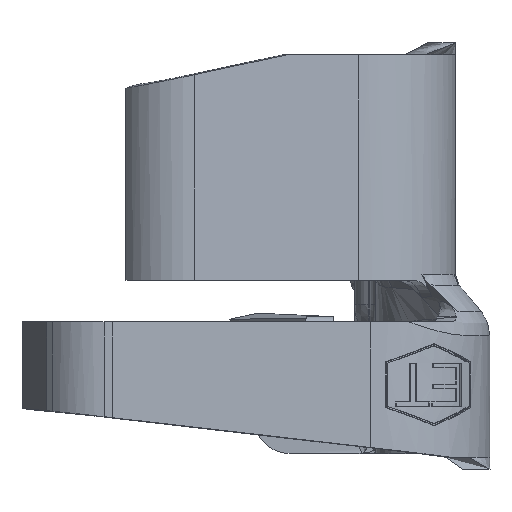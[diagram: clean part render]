
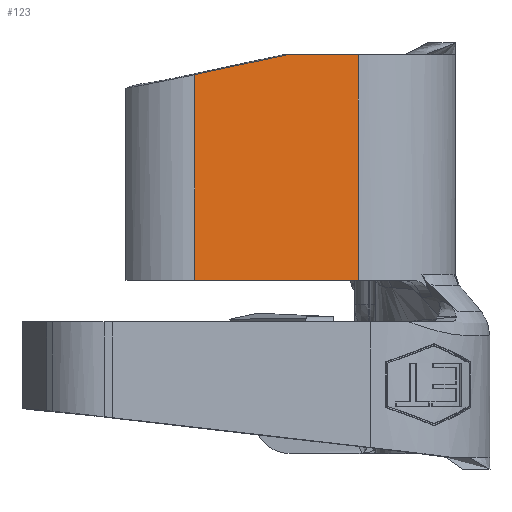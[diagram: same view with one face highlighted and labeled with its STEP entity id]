
A CAD part, left-side view. The second image highlights one B-rep face of the part: STEP entity #123.
In plain terms, the highlighted planar face has unit normal (-0.989, -0.15, 0).
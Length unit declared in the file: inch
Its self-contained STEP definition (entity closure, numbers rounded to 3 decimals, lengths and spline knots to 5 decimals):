
#20 = VERTEX_POINT ( 'NONE', #11757 ) ;
#51 = VERTEX_POINT ( 'NONE', #12255 ) ;
#123 = ADVANCED_FACE ( 'NONE', ( #10145 ), #9933, .F. ) ;
#323 = CARTESIAN_POINT ( 'NONE',  ( -0.485, 0.14048, 0.09687 ) ) ;
#497 = CARTESIAN_POINT ( 'NONE',  ( -0.47152, 0.0515, 0.116 ) ) ;
#945 = DIRECTION ( 'NONE',  ( 0., 0., 1. ) ) ;
#1068 = AXIS2_PLACEMENT_3D ( 'NONE', #11152, #9888, #9808 ) ;
#1309 = ORIENTED_EDGE ( 'NONE', *, *, #11853, .T. ) ;
#1591 = ORIENTED_EDGE ( 'NONE', *, *, #12655, .F. ) ;
#1916 = LINE ( 'NONE', #12328, #4265 ) ;
#2163 = DIRECTION ( 'NONE',  ( 0., 0., 1. ) ) ;
#2292 = DIRECTION ( 'NONE',  ( -0.15, 0.989, 0. ) ) ;
#2459 = EDGE_CURVE ( 'NONE', #51, #9018, #11187, .T. ) ;
#2629 = EDGE_CURVE ( 'NONE', #3321, #51, #1916, .T. ) ;
#2986 = EDGE_LOOP ( 'NONE', ( #12170, #1591, #12566, #8115, #1309 ) ) ;
#3321 = VERTEX_POINT ( 'NONE', #3778 ) ;
#3484 = VECTOR ( 'NONE', #945, 39.37008 ) ;
#3678 = VERTEX_POINT ( 'NONE', #497 ) ;
#3778 = CARTESIAN_POINT ( 'NONE',  ( -0.46526, 0.01011, -0.014 ) ) ;
#4265 = VECTOR ( 'NONE', #2292, 39.37008 ) ;
#5146 = CARTESIAN_POINT ( 'NONE',  ( -0.46526, 0.01011, -0.014 ) ) ;
#5455 = LINE ( 'NONE', #7424, #12850 ) ;
#5652 = CARTESIAN_POINT ( 'NONE',  ( -0.47955, 0.10447, 0.10461 ) ) ;
#6122 = EDGE_CURVE ( 'NONE', #20, #3678, #5455, .T. ) ;
#6958 = CARTESIAN_POINT ( 'NONE',  ( -0.47955, 0.10447, -0.014 ) ) ;
#7139 = LINE ( 'NONE', #323, #7753 ) ;
#7151 = VECTOR ( 'NONE', #2163, 39.37008 ) ;
#7333 = DIRECTION ( 'NONE',  ( 0.147, -0.967, 0.208 ) ) ;
#7424 = CARTESIAN_POINT ( 'NONE',  ( -0.46526, 0.01011, 0.116 ) ) ;
#7468 = DIRECTION ( 'NONE',  ( -0.15, 0.989, 0. ) ) ;
#7753 = VECTOR ( 'NONE', #7333, 39.37008 ) ;
#8115 = ORIENTED_EDGE ( 'NONE', *, *, #2629, .F. ) ;
#9018 = VERTEX_POINT ( 'NONE', #5652 ) ;
#9808 = DIRECTION ( 'NONE',  ( -0.15, 0.989, 0. ) ) ;
#9888 = DIRECTION ( 'NONE',  ( 0.989, 0.15, 0. ) ) ;
#9933 = PLANE ( 'NONE',  #1068 ) ;
#10145 = FACE_OUTER_BOUND ( 'NONE', #2986, .T. ) ;
#11152 = CARTESIAN_POINT ( 'NONE',  ( -0.46526, 0.01011, -0.014 ) ) ;
#11187 = LINE ( 'NONE', #6958, #3484 ) ;
#11757 = CARTESIAN_POINT ( 'NONE',  ( -0.46526, 0.01011, 0.116 ) ) ;
#11853 = EDGE_CURVE ( 'NONE', #3321, #20, #12484, .T. ) ;
#12170 = ORIENTED_EDGE ( 'NONE', *, *, #6122, .T. ) ;
#12255 = CARTESIAN_POINT ( 'NONE',  ( -0.47955, 0.10447, -0.014 ) ) ;
#12328 = CARTESIAN_POINT ( 'NONE',  ( -0.46526, 0.01011, -0.014 ) ) ;
#12484 = LINE ( 'NONE', #5146, #7151 ) ;
#12566 = ORIENTED_EDGE ( 'NONE', *, *, #2459, .F. ) ;
#12655 = EDGE_CURVE ( 'NONE', #9018, #3678, #7139, .T. ) ;
#12850 = VECTOR ( 'NONE', #7468, 39.37008 ) ;
